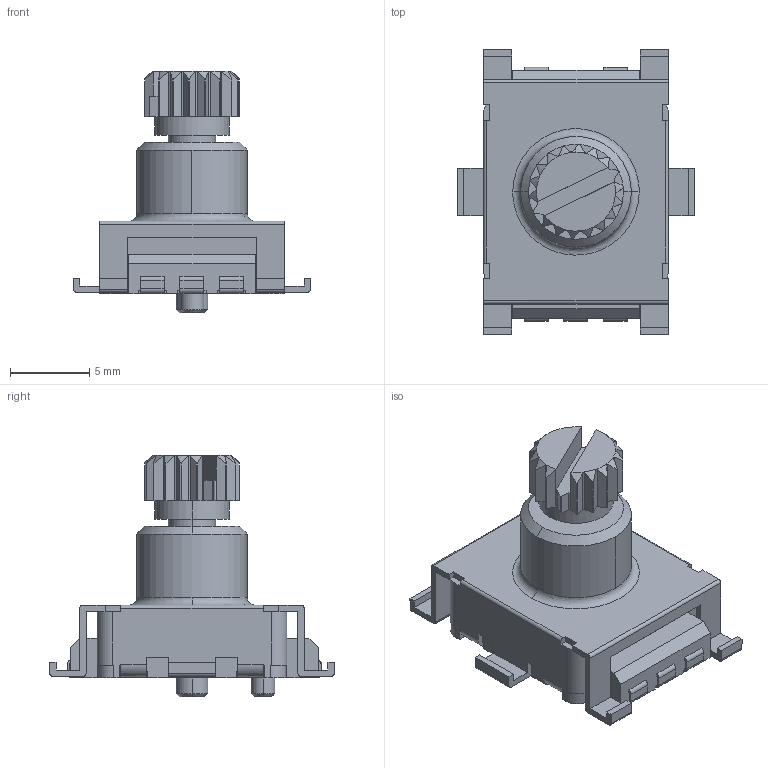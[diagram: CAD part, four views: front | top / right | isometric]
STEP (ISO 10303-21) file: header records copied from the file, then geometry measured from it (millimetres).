
FILE_DESCRIPTION (( 'STEP AP214' ), '1' );
FILE_NAME ('PEC11S-929K-S0015.STEP', '2023-03-25T13:08:10', ( '' ), ( '' ), 'SwSTEP 2.0', 'SolidWorks 2022', '' );
FILE_SCHEMA (( 'AUTOMOTIVE_DESIGN' ));
Length unit declared in the file: millimetre
Products named in the file (1): PEC11S-929K-S0015
Bounding box: 15 x 18 x 15.3 mm (x, y, z)
Surface area: 1811.7 mm2 (no closed solid volume)
Topology: 0 solids, 10 shells, 836 faces, 2283 edges, 1482 vertices
Faces by surface type: plane 484, cylinder 293, bspline 30, cone 21, torus 8
Entity records: 36328 total; most frequent: CARTESIAN_POINT 10482, ORIENTED_EDGE 4550, DIRECTION 3730, EDGE_CURVE 2283, VECTOR 1502, LINE 1502, VERTEX_POINT 1482, AXIS2_PLACEMENT_3D 1114
